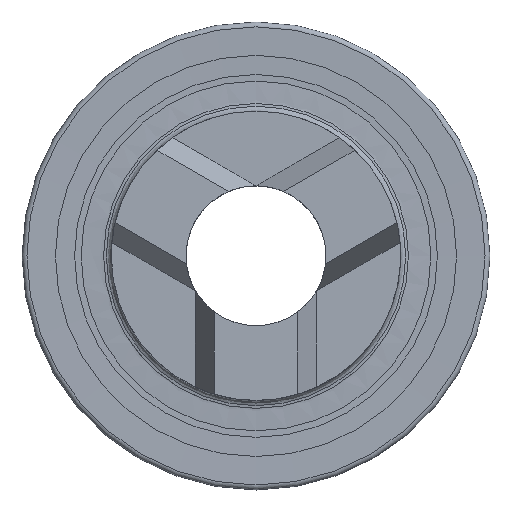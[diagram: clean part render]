
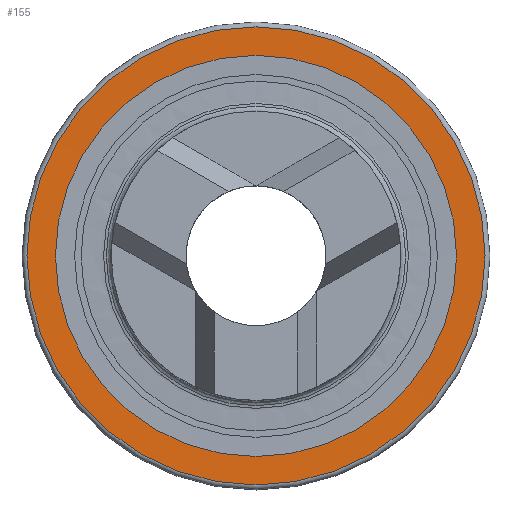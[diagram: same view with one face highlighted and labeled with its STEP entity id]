
A CAD part, top view. The second image highlights one B-rep face of the part: STEP entity #155.
In plain terms, the highlighted conical face has half-angle 89 degrees and reference radius 4.159 mm.
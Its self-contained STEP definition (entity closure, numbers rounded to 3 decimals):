
#77=CONICAL_SURFACE('',#618,4.159,89.);
#155=ADVANCED_FACE('',(#206,#207),#77,.F.);
#206=FACE_BOUND('',#260,.T.);
#207=FACE_BOUND('',#261,.T.);
#260=EDGE_LOOP('',(#372));
#261=EDGE_LOOP('',(#373));
#372=ORIENTED_EDGE('',*,*,#477,.F.);
#373=ORIENTED_EDGE('',*,*,#476,.T.);
#420=VERTEX_POINT('',#1003);
#421=VERTEX_POINT('',#1012);
#476=EDGE_CURVE('',#420,#420,#505,.T.);
#477=EDGE_CURVE('',#421,#421,#506,.T.);
#505=CIRCLE('',#616,4.159);
#506=CIRCLE('',#617,4.749);
#616=AXIS2_PLACEMENT_3D('',#1002,#747,#748);
#617=AXIS2_PLACEMENT_3D('',#1011,#750,#751);
#618=AXIS2_PLACEMENT_3D('',#1013,#752,#753);
#747=DIRECTION('',(0.,0.,-1.));
#748=DIRECTION('',(-1.,0.,0.));
#750=DIRECTION('',(0.,0.,-1.));
#751=DIRECTION('',(-1.,0.,0.));
#752=DIRECTION('',(0.,0.,1.));
#753=DIRECTION('',(1.,0.,0.));
#1002=CARTESIAN_POINT('',(0.,0.,-1.8));
#1003=CARTESIAN_POINT('',(-4.159,0.,-1.8));
#1011=CARTESIAN_POINT('',(0.,0.,-1.79));
#1012=CARTESIAN_POINT('',(-4.749,0.,-1.79));
#1013=CARTESIAN_POINT('',(0.,0.,-1.8));
